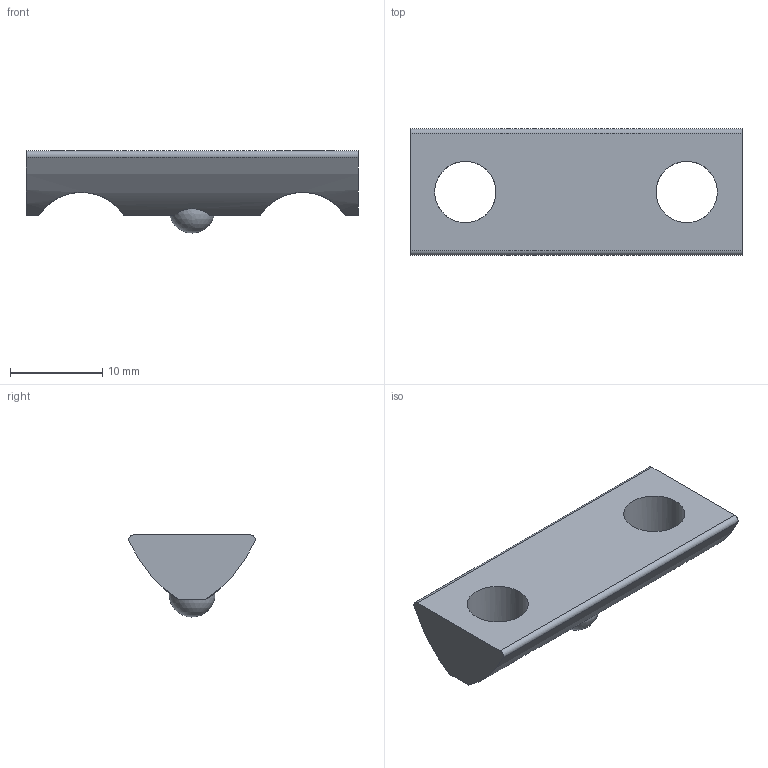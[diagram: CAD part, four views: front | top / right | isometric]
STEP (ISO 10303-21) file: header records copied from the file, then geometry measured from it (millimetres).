
FILE_DESCRIPTION(/* description */ ('STEP AP214'),/* implementation_level */ '2;1');
FILE_NAME(/* name */ '096008D36S03',/* time_stamp */ '2025-01-22T09:58:10+01:00',/* author */ ('License CC BY-ND 4.0'),/* organization */ ('CADENAS'),/* preprocessor_version */ 'ST-DEVELOPER v19.3',/* originating_system */ 'PARTsolutions',/* authorisation */ ' ');
FILE_SCHEMA (('AUTOMOTIVE_DESIGN {1 0 10303 214 3 1 1}'));
Length unit declared in the file: millimetre
Products named in the file (1): 096008D36S03
Bounding box: 36 x 13.7 x 8.9 mm (x, y, z)
Volume: 1964.8 mm3; surface area: 1450.7 mm2
Topology: 1 solids, 1 shells, 16 faces, 45 edges, 30 vertices
Faces by surface type: cylinder 8, plane 7, sphere 1
Full cylindrical faces by diameter (mm): 6.647 x2
Entity records: 594 total; most frequent: CARTESIAN_POINT 169, ORIENTED_EDGE 80, DIRECTION 78, EDGE_CURVE 40, AXIS2_PLACEMENT_3D 29, VERTEX_POINT 28, EDGE_LOOP 22, FACE_BOUND 22
